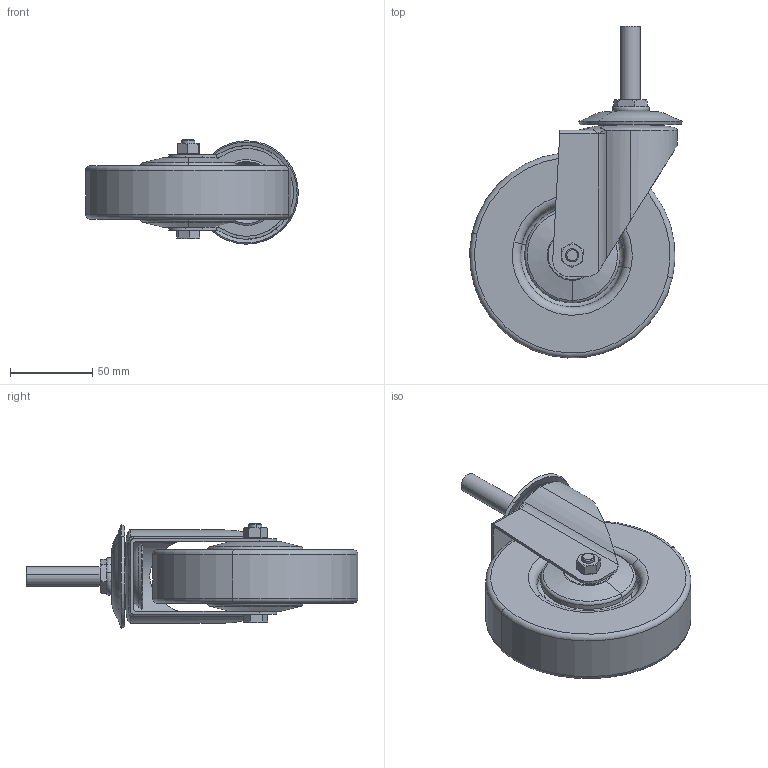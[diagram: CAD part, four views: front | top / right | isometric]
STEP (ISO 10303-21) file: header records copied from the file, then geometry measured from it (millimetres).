
FILE_DESCRIPTION (( 'STEP AP214' ), '1' );
FILE_NAME ('A322 Êîëåñî áåç òîðìîçà O125 Ì12õ45.STEP', '2019-05-24T13:03:43', ( 'Ïîëüçîâàòåëü Windows' ), ( '' ), 'SwSTEP 2.0', 'SolidWorks 2018', '' );
FILE_SCHEMA (( 'AUTOMOTIVE_DESIGN' ));
Length unit declared in the file: millimetre
Products named in the file (9): Êðûøêà_00; ﾇ瓊頸濱00; 昢膼瘔膻嬅00; hex bolt gradeb_din_DIN EN 24015 - M8 x 55 x 22-N; A322 Êîëåñî áåç òîðìîçà O125 Ì12õ45; hex nut style 1 gradeab_din_Hexagon Nut ISO 4032 - M8 - W - N; 扻錼勷_00; 鍔錓_00; 瓔螵00
Assembly tree (9 placements, depth 2):
  A322 Êîëåñî áåç òîðìîçà O125 Ì12õ45
    昢膼瘔膻嬅00
    鍔錓_00
    瓔螵00
    ﾇ瓊頸濱00  x2
    扻錼勷_00
    Êðûøêà_00
    hex bolt gradeb_din_DIN EN 24015 - M8 x 55 x 22-N
    hex nut style 1 gradeab_din_Hexagon Nut ISO 4032 - M8 - W - N
Bounding box: 129.37 x 201.93 x 63.44 mm (x, y, z)
Volume: 375496.2 mm3; surface area: 95912.3 mm2
Topology: 9 solids, 9 shells, 246 faces, 596 edges, 351 vertices
Faces by surface type: plane 83, cone 64, cylinder 60, torus 32, bspline 7
Entity records: 8041 total; most frequent: CARTESIAN_POINT 2234, DIRECTION 1136, ORIENTED_EDGE 1124, EDGE_CURVE 562, AXIS2_PLACEMENT_3D 473, VERTEX_POINT 331, EDGE_LOOP 251, CIRCLE 239
